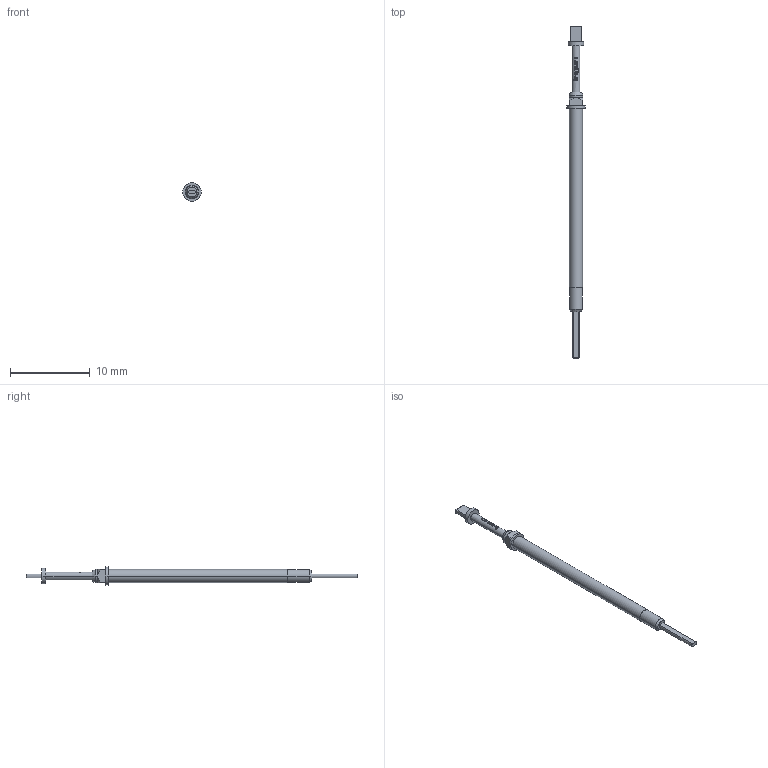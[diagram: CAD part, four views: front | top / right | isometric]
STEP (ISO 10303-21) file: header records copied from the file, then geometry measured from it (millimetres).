
FILE_DESCRIPTION (( 'STEP AP203' ), '1' );
FILE_NAME ('INGUN_T-744_320_050_150_200200Axx02M.STEP', '2023-09-06T08:44:49', ( '' ), ( '' ), 'SwSTEP 2.0', 'SolidWorks 2021', '' );
FILE_SCHEMA (( 'CONFIG_CONTROL_DESIGN' ));
Length unit declared in the file: millimetre
Products named in the file (1): INGUN_T-744_320_050_150_200200Axx02M
Bounding box: 2.3 x 41.6 x 2.3 mm (x, y, z)
Volume: 69.1 mm3; surface area: 197.3 mm2
Topology: 1 solids, 1 shells, 120 faces, 302 edges, 195 vertices
Faces by surface type: plane 61, cylinder 24, bspline 22, cone 13
Entity records: 3954 total; most frequent: CARTESIAN_POINT 1170, ORIENTED_EDGE 604, DIRECTION 495, EDGE_CURVE 302, VERTEX_POINT 195, AXIS2_PLACEMENT_3D 192, EDGE_LOOP 131, FACE_OUTER_BOUND 120
